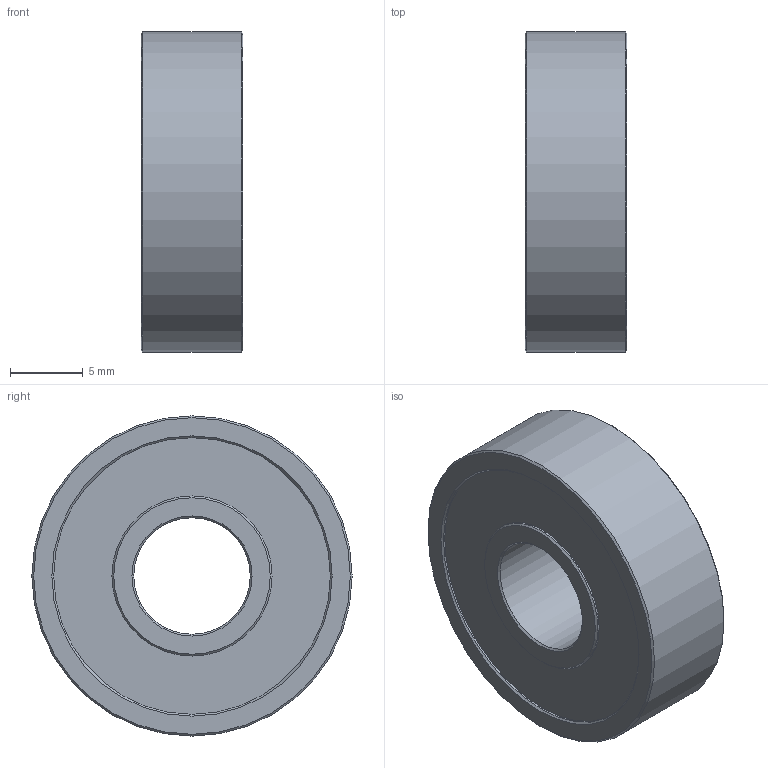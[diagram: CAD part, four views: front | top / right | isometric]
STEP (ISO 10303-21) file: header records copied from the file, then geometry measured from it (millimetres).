
FILE_DESCRIPTION(/* description */ (''),/* implementation_level */ '2;1');
FILE_NAME(/* name */ 'Bearing_608-2RS v1.step',/* time_stamp */ '2020-12-07T19:02:50-05:00',/* author */ (''),/* organization */ (''),/* preprocessor_version */ 'ST-DEVELOPER v18.1',/* originating_system */ 'Autodesk Translation Framework v9.3.0.1241',/* authorisation */ '');
FILE_SCHEMA (('AUTOMOTIVE_DESIGN { 1 0 10303 214 3 1 1 }'));
Length unit declared in the file: millimetre
Products named in the file (1): Bearing_608-2RS
Bounding box: 7 x 22 x 22 mm (x, y, z)
Volume: 2212.1 mm3; surface area: 1340.9 mm2
Topology: 1 solids, 1 shells, 121 faces, 302 edges, 200 vertices
Faces by surface type: bspline 58, plane 49, cone 8, cylinder 6
Full cylindrical faces by diameter (mm): 8 x1, 11 x2, 19 x2, 22 x1
Entity records: 7156 total; most frequent: CARTESIAN_POINT 4466, ORIENTED_EDGE 604, DIRECTION 338, EDGE_CURVE 302, VERTEX_POINT 200, LINE 162, VECTOR 162, EDGE_LOOP 140
